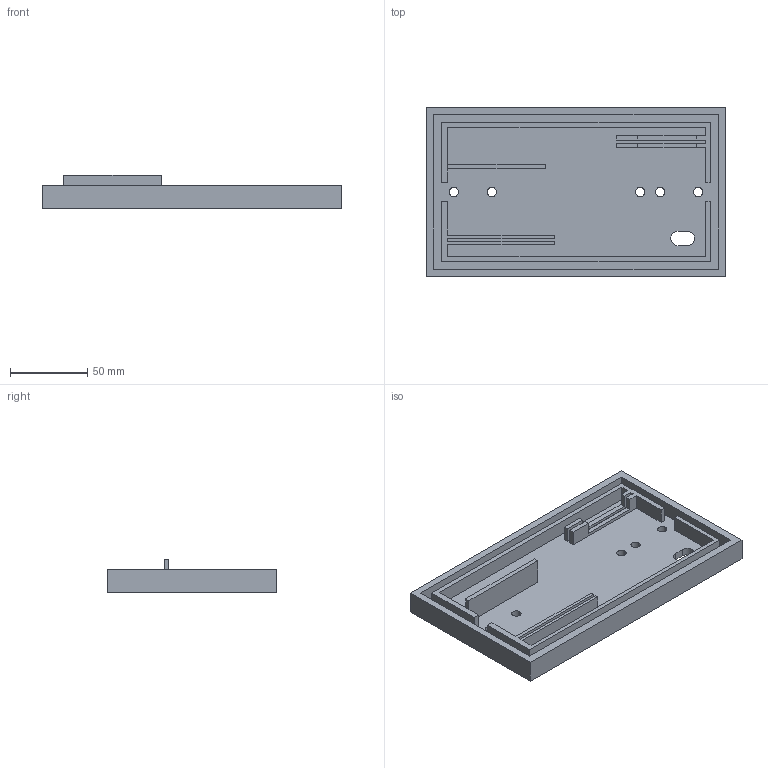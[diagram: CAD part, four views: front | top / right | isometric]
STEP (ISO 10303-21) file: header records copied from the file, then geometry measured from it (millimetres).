
FILE_DESCRIPTION (( 'STEP AP214' ), '1' );
FILE_NAME ('fundovedado.STEP', '2019-12-05T02:37:52', ( '' ), ( '' ), 'SwSTEP 2.0', 'SolidWorks 2019', '' );
FILE_SCHEMA (( 'AUTOMOTIVE_DESIGN' ));
Length unit declared in the file: millimetre
Products named in the file (1): fundovedado
Bounding box: 194.2 x 110 x 22 mm (x, y, z)
Volume: 158013.7 mm3; surface area: 73790.5 mm2
Topology: 1 solids, 1 shells, 74 faces, 205 edges, 136 vertices
Faces by surface type: plane 61, cylinder 13
Entity records: 2397 total; most frequent: CARTESIAN_POINT 416, ORIENTED_EDGE 410, DIRECTION 381, EDGE_CURVE 205, LINE 179, VECTOR 179, VERTEX_POINT 136, AXIS2_PLACEMENT_3D 101
